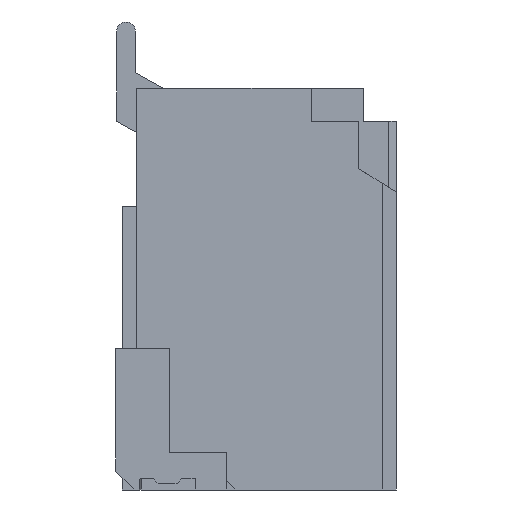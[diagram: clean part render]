
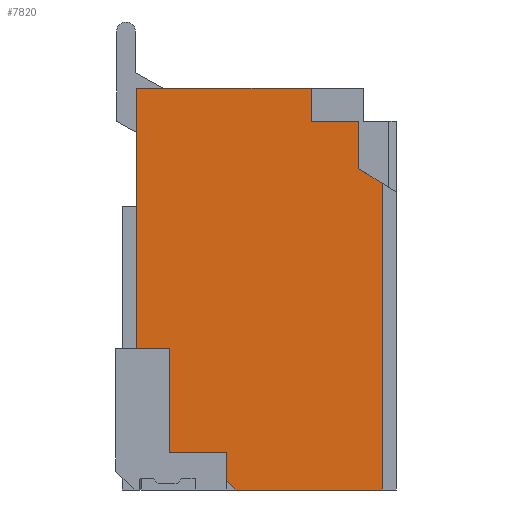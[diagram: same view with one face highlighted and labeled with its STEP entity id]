
A CAD part, left-side view. The second image highlights one B-rep face of the part: STEP entity #7820.
In plain terms, the highlighted planar face has unit normal (-1, 0, 0).
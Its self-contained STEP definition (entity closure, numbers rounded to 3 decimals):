
#156 = VECTOR ( 'NONE', #18211, 1000. ) ;
#174 = PLANE ( 'NONE',  #12734 ) ;
#499 = ORIENTED_EDGE ( 'NONE', *, *, #7392, .T. ) ;
#590 = LINE ( 'NONE', #14908, #8492 ) ;
#648 = EDGE_CURVE ( 'NONE', #16423, #13952, #16631, .T. ) ;
#675 = ORIENTED_EDGE ( 'NONE', *, *, #2889, .T. ) ;
#706 = VECTOR ( 'NONE', #15623, 1000. ) ;
#999 = DIRECTION ( 'NONE',  ( 0., 0., -1. ) ) ;
#1584 = VERTEX_POINT ( 'NONE', #8973 ) ;
#1642 = CARTESIAN_POINT ( 'NONE',  ( -6., 0.35, 0.4 ) ) ;
#2085 = LINE ( 'NONE', #17989, #8386 ) ;
#2182 = CARTESIAN_POINT ( 'NONE',  ( -6., -1.05, 3.9 ) ) ;
#2819 = FACE_OUTER_BOUND ( 'NONE', #14014, .T. ) ;
#2831 = VECTOR ( 'NONE', #999, 1000. ) ;
#2889 = EDGE_CURVE ( 'NONE', #6815, #13724, #13584, .T. ) ;
#3006 = CARTESIAN_POINT ( 'NONE',  ( -6., 0.95, 1.5 ) ) ;
#3052 = EDGE_CURVE ( 'NONE', #16931, #1584, #11370, .T. ) ;
#3198 = ORIENTED_EDGE ( 'NONE', *, *, #3052, .F. ) ;
#3294 = CARTESIAN_POINT ( 'NONE',  ( -6., 1.45, 1.5 ) ) ;
#3620 = LINE ( 'NONE', #5992, #6989 ) ;
#3737 = VERTEX_POINT ( 'NONE', #4911 ) ;
#4097 = VERTEX_POINT ( 'NONE', #10087 ) ;
#4102 = CARTESIAN_POINT ( 'NONE',  ( -6., 0.35, 0.1 ) ) ;
#4312 = CARTESIAN_POINT ( 'NONE',  ( -6., -0.55, 3.9 ) ) ;
#4489 = VERTEX_POINT ( 'NONE', #8137 ) ;
#4589 = CARTESIAN_POINT ( 'NONE',  ( -6., -1.45, 4.25 ) ) ;
#4812 = DIRECTION ( 'NONE',  ( 0., 0., -1. ) ) ;
#4894 = EDGE_CURVE ( 'NONE', #4489, #14680, #2085, .T. ) ;
#4911 = CARTESIAN_POINT ( 'NONE',  ( -6., 1.3, 1.5 ) ) ;
#4926 = VECTOR ( 'NONE', #7826, 1000. ) ;
#5053 = CARTESIAN_POINT ( 'NONE',  ( -6., 0.95, 1.5 ) ) ;
#5215 = ORIENTED_EDGE ( 'NONE', *, *, #10611, .T. ) ;
#5380 = CARTESIAN_POINT ( 'NONE',  ( -6., 0.35, 0.4 ) ) ;
#5992 = CARTESIAN_POINT ( 'NONE',  ( -6., -1.45, 0. ) ) ;
#6262 = EDGE_CURVE ( 'NONE', #17844, #1584, #590, .T. ) ;
#6690 = CARTESIAN_POINT ( 'NONE',  ( -6., -1.05, 3.9 ) ) ;
#6815 = VERTEX_POINT ( 'NONE', #10000 ) ;
#6989 = VECTOR ( 'NONE', #17453, 1000. ) ;
#7010 = ORIENTED_EDGE ( 'NONE', *, *, #17215, .T. ) ;
#7039 = ORIENTED_EDGE ( 'NONE', *, *, #12604, .T. ) ;
#7392 = EDGE_CURVE ( 'NONE', #13952, #17844, #14541, .T. ) ;
#7566 = VECTOR ( 'NONE', #4812, 1000. ) ;
#7702 = ORIENTED_EDGE ( 'NONE', *, *, #11879, .T. ) ;
#7723 = ORIENTED_EDGE ( 'NONE', *, *, #648, .T. ) ;
#7820 = ADVANCED_FACE ( 'NONE', ( #2819 ), #174, .F. ) ;
#7826 = DIRECTION ( 'NONE',  ( 0., -1., 0. ) ) ;
#7892 = ORIENTED_EDGE ( 'NONE', *, *, #6262, .T. ) ;
#8137 = CARTESIAN_POINT ( 'NONE',  ( -6., 0.95, 0.4 ) ) ;
#8386 = VECTOR ( 'NONE', #16521, 1000. ) ;
#8492 = VECTOR ( 'NONE', #17700, 1000. ) ;
#8555 = VERTEX_POINT ( 'NONE', #9706 ) ;
#8569 = CARTESIAN_POINT ( 'NONE',  ( -6., -1.05, 3.4 ) ) ;
#8641 = DIRECTION ( 'NONE',  ( 0., 0.848, 0.53 ) ) ;
#8925 = CARTESIAN_POINT ( 'NONE',  ( -6., 0.25, 0. ) ) ;
#8973 = CARTESIAN_POINT ( 'NONE',  ( -6., -0.55, 4.25 ) ) ;
#8983 = DIRECTION ( 'NONE',  ( 1., 0., 0. ) ) ;
#9706 = CARTESIAN_POINT ( 'NONE',  ( -6., -1.3, 3.244 ) ) ;
#9869 = ORIENTED_EDGE ( 'NONE', *, *, #16302, .T. ) ;
#9972 = EDGE_CURVE ( 'NONE', #8555, #16423, #16894, .T. ) ;
#10000 = CARTESIAN_POINT ( 'NONE',  ( -6., 0.35, 0.1 ) ) ;
#10023 = DIRECTION ( 'NONE',  ( 0., 0., -1. ) ) ;
#10051 = CARTESIAN_POINT ( 'NONE',  ( -6., 1.3, 4.25 ) ) ;
#10087 = CARTESIAN_POINT ( 'NONE',  ( -6., -1.3, 0. ) ) ;
#10431 = VECTOR ( 'NONE', #13904, 1000. ) ;
#10611 = EDGE_CURVE ( 'NONE', #13724, #4097, #3620, .T. ) ;
#11126 = LINE ( 'NONE', #5053, #7566 ) ;
#11370 = LINE ( 'NONE', #11626, #12947 ) ;
#11626 = CARTESIAN_POINT ( 'NONE',  ( -6., -1.45, 4.25 ) ) ;
#11792 = VERTEX_POINT ( 'NONE', #3006 ) ;
#11879 = EDGE_CURVE ( 'NONE', #3737, #11792, #15483, .T. ) ;
#12114 = CARTESIAN_POINT ( 'NONE',  ( -6., -0.55, 3.9 ) ) ;
#12325 = DIRECTION ( 'NONE',  ( 0., 1., 0. ) ) ;
#12604 = EDGE_CURVE ( 'NONE', #11792, #4489, #11126, .T. ) ;
#12678 = ORIENTED_EDGE ( 'NONE', *, *, #15862, .F. ) ;
#12734 = AXIS2_PLACEMENT_3D ( 'NONE', #4589, #8983, #14557 ) ;
#12947 = VECTOR ( 'NONE', #13083, 1000. ) ;
#13083 = DIRECTION ( 'NONE',  ( 0., -1., 0. ) ) ;
#13584 = LINE ( 'NONE', #4102, #706 ) ;
#13724 = VERTEX_POINT ( 'NONE', #8925 ) ;
#13904 = DIRECTION ( 'NONE',  ( 0., 0., -1. ) ) ;
#13952 = VERTEX_POINT ( 'NONE', #2182 ) ;
#14014 = EDGE_LOOP ( 'NONE', ( #14875, #7723, #499, #7892, #3198, #7010, #7702, #7039, #14396, #9869, #675, #5215, #12678 ) ) ;
#14254 = CARTESIAN_POINT ( 'NONE',  ( -6., -1.3, 7.2 ) ) ;
#14255 = LINE ( 'NONE', #15687, #10431 ) ;
#14396 = ORIENTED_EDGE ( 'NONE', *, *, #4894, .T. ) ;
#14541 = LINE ( 'NONE', #4312, #17472 ) ;
#14557 = DIRECTION ( 'NONE',  ( 0., 0., -1. ) ) ;
#14680 = VERTEX_POINT ( 'NONE', #1642 ) ;
#14875 = ORIENTED_EDGE ( 'NONE', *, *, #9972, .T. ) ;
#14908 = CARTESIAN_POINT ( 'NONE',  ( -6., -0.55, 4.25 ) ) ;
#15483 = LINE ( 'NONE', #3294, #4926 ) ;
#15623 = DIRECTION ( 'NONE',  ( 0., -0.707, -0.707 ) ) ;
#15687 = CARTESIAN_POINT ( 'NONE',  ( -6., 1.3, 4.25 ) ) ;
#15862 = EDGE_CURVE ( 'NONE', #8555, #4097, #16353, .T. ) ;
#15877 = CARTESIAN_POINT ( 'NONE',  ( -6., -1.05, 3.4 ) ) ;
#15905 = VECTOR ( 'NONE', #10023, 1000. ) ;
#16302 = EDGE_CURVE ( 'NONE', #14680, #6815, #18153, .T. ) ;
#16353 = LINE ( 'NONE', #14254, #15905 ) ;
#16423 = VERTEX_POINT ( 'NONE', #15877 ) ;
#16521 = DIRECTION ( 'NONE',  ( 0., -1., 0. ) ) ;
#16631 = LINE ( 'NONE', #6690, #156 ) ;
#16894 = LINE ( 'NONE', #8569, #17355 ) ;
#16931 = VERTEX_POINT ( 'NONE', #10051 ) ;
#17215 = EDGE_CURVE ( 'NONE', #16931, #3737, #14255, .T. ) ;
#17355 = VECTOR ( 'NONE', #8641, 1000. ) ;
#17453 = DIRECTION ( 'NONE',  ( 0., -1., 0. ) ) ;
#17472 = VECTOR ( 'NONE', #12325, 1000. ) ;
#17700 = DIRECTION ( 'NONE',  ( 0., 0., 1. ) ) ;
#17844 = VERTEX_POINT ( 'NONE', #12114 ) ;
#17989 = CARTESIAN_POINT ( 'NONE',  ( -6., 0.95, 0.4 ) ) ;
#18153 = LINE ( 'NONE', #5380, #2831 ) ;
#18211 = DIRECTION ( 'NONE',  ( 0., 0., 1. ) ) ;
